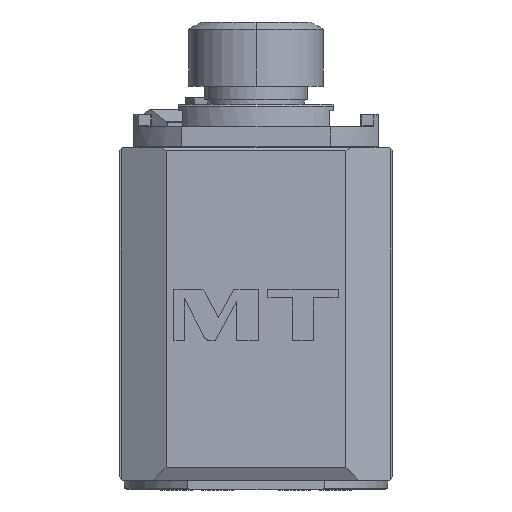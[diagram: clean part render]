
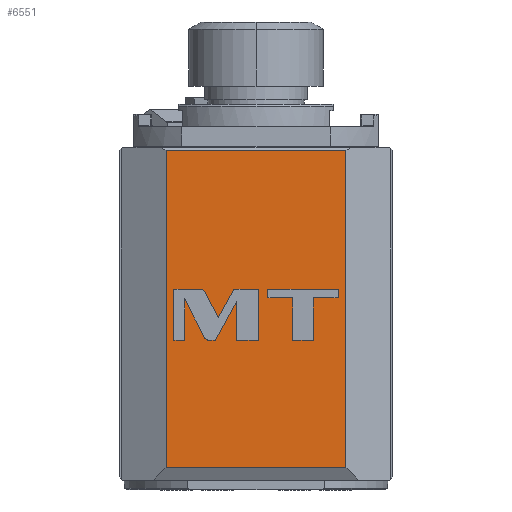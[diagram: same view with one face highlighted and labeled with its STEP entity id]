
A CAD part, left-side view. The second image highlights one B-rep face of the part: STEP entity #6551.
In plain terms, the highlighted planar face has unit normal (-1, 0, 0).
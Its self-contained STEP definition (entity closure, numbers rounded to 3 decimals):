
#1034=DIRECTION('',(0.,1.,0.));
#1035=VECTOR('',#1034,56.);
#1036=CARTESIAN_POINT('',(-124.,-28.,51.2));
#1037=LINE('',#1036,#1035);
#1038=DIRECTION('',(0.,0.,1.));
#1039=VECTOR('',#1038,98.7);
#1040=CARTESIAN_POINT('',(-124.,-28.,-47.5));
#1041=LINE('',#1040,#1039);
#1042=DIRECTION('',(0.,-1.,0.));
#1043=VECTOR('',#1042,56.);
#1044=CARTESIAN_POINT('',(-124.,28.,-47.5));
#1045=LINE('',#1044,#1043);
#1046=DIRECTION('',(0.,0.,1.));
#1047=VECTOR('',#1046,98.7);
#1048=CARTESIAN_POINT('',(-124.,28.,-47.5));
#1049=LINE('',#1048,#1047);
#1050=CARTESIAN_POINT('',(-124.,15.816,6.958));
#1051=CARTESIAN_POINT('',(-124.,16.148,7.601));
#1052=CARTESIAN_POINT('',(-124.,16.804,8.));
#1053=CARTESIAN_POINT('',(-124.,17.528,8.));
#1055=DIRECTION('',(0.,1.,0.));
#1056=VECTOR('',#1055,8.043);
#1057=CARTESIAN_POINT('',(-124.,17.528,8.));
#1058=LINE('',#1057,#1056);
#1059=DIRECTION('',(0.,0.,-1.));
#1060=VECTOR('',#1059,16.);
#1061=CARTESIAN_POINT('',(-124.,25.571,8.));
#1062=LINE('',#1061,#1060);
#1063=DIRECTION('',(0.,-1.,0.));
#1064=VECTOR('',#1063,3.328);
#1065=CARTESIAN_POINT('',(-124.,25.571,-8.));
#1066=LINE('',#1065,#1064);
#1067=DIRECTION('',(0.,0.,1.));
#1068=VECTOR('',#1067,12.962);
#1069=CARTESIAN_POINT('',(-124.,22.243,-8.));
#1070=LINE('',#1069,#1068);
#1071=DIRECTION('',(0.,-0.459,-0.888));
#1072=VECTOR('',#1071,13.419);
#1073=CARTESIAN_POINT('',(-124.,22.243,4.962));
#1074=LINE('',#1073,#1072);
#1075=CARTESIAN_POINT('',(-124.,16.08,-6.958));
#1076=CARTESIAN_POINT('',(-124.,15.747,-7.601));
#1077=CARTESIAN_POINT('',(-124.,15.091,-8.));
#1078=CARTESIAN_POINT('',(-124.,14.367,-8.));
#1080=DIRECTION('',(0.,-1.,0.));
#1081=VECTOR('',#1080,1.669);
#1082=CARTESIAN_POINT('',(-124.,14.367,-8.));
#1083=LINE('',#1082,#1081);
#1084=DIRECTION('',(0.,-0.481,0.877));
#1085=VECTOR('',#1084,13.883);
#1086=CARTESIAN_POINT('',(-124.,12.698,-8.));
#1087=LINE('',#1086,#1085);
#1088=DIRECTION('',(0.,0.,-1.));
#1089=VECTOR('',#1088,12.17);
#1090=CARTESIAN_POINT('',(-124.,6.018,4.17));
#1091=LINE('',#1090,#1089);
#1092=DIRECTION('',(0.,-1.,0.));
#1093=VECTOR('',#1092,6.733);
#1094=CARTESIAN_POINT('',(-124.,6.018,-8.));
#1095=LINE('',#1094,#1093);
#1096=DIRECTION('',(0.,0.,1.));
#1097=VECTOR('',#1096,16.);
#1098=CARTESIAN_POINT('',(-124.,-0.715,-8.));
#1099=LINE('',#1098,#1097);
#1100=DIRECTION('',(0.,1.,0.));
#1101=VECTOR('',#1100,7.59);
#1102=CARTESIAN_POINT('',(-124.,-0.715,8.));
#1103=LINE('',#1102,#1101);
#1104=DIRECTION('',(0.,0.481,-0.877));
#1105=VECTOR('',#1104,10.144);
#1106=CARTESIAN_POINT('',(-124.,6.875,8.));
#1107=LINE('',#1106,#1105);
#1108=DIRECTION('',(0.,0.459,0.888));
#1109=VECTOR('',#1108,8.838);
#1110=CARTESIAN_POINT('',(-124.,11.756,-0.893));
#1111=LINE('',#1110,#1109);
#1112=DIRECTION('',(0.,0.,-1.));
#1113=VECTOR('',#1112,13.275);
#1114=CARTESIAN_POINT('',(-124.,-11.475,5.275));
#1115=LINE('',#1114,#1113);
#1116=DIRECTION('',(0.,-1.,0.));
#1117=VECTOR('',#1116,6.337);
#1118=CARTESIAN_POINT('',(-124.,-11.475,-8.));
#1119=LINE('',#1118,#1117);
#1120=DIRECTION('',(0.,0.,1.));
#1121=VECTOR('',#1120,13.275);
#1122=CARTESIAN_POINT('',(-124.,-17.812,-8.));
#1123=LINE('',#1122,#1121);
#1124=DIRECTION('',(0.,-1.,0.));
#1125=VECTOR('',#1124,7.757);
#1126=CARTESIAN_POINT('',(-124.,-17.812,5.275));
#1127=LINE('',#1126,#1125);
#1128=DIRECTION('',(0.,0.,1.));
#1129=VECTOR('',#1128,2.725);
#1130=CARTESIAN_POINT('',(-124.,-25.569,5.275));
#1131=LINE('',#1130,#1129);
#1132=DIRECTION('',(0.,1.,0.));
#1133=VECTOR('',#1132,21.851);
#1134=CARTESIAN_POINT('',(-124.,-25.569,8.));
#1135=LINE('',#1134,#1133);
#1136=DIRECTION('',(0.,0.,-1.));
#1137=VECTOR('',#1136,2.725);
#1138=CARTESIAN_POINT('',(-124.,-3.718,8.));
#1139=LINE('',#1138,#1137);
#1140=DIRECTION('',(0.,-1.,0.));
#1141=VECTOR('',#1140,7.757);
#1142=CARTESIAN_POINT('',(-124.,-3.718,5.275));
#1143=LINE('',#1142,#1141);
#4501=CARTESIAN_POINT('',(-124.,-28.,-47.5));
#4503=VERTEX_POINT('',#4501);
#4507=CARTESIAN_POINT('',(-124.,28.,-47.5));
#4508=VERTEX_POINT('',#4507);
#4513=CARTESIAN_POINT('',(-124.,-28.,51.2));
#4514=VERTEX_POINT('',#4513);
#4515=CARTESIAN_POINT('',(-124.,28.,51.2));
#4516=VERTEX_POINT('',#4515);
#5345=CARTESIAN_POINT('',(-124.,15.816,6.958));
#5346=VERTEX_POINT('',#5345);
#5347=CARTESIAN_POINT('',(-124.,17.528,8.));
#5348=VERTEX_POINT('',#5347);
#5349=CARTESIAN_POINT('',(-124.,25.571,8.));
#5350=VERTEX_POINT('',#5349);
#5351=CARTESIAN_POINT('',(-124.,25.571,-8.));
#5352=VERTEX_POINT('',#5351);
#5353=CARTESIAN_POINT('',(-124.,22.243,-8.));
#5354=VERTEX_POINT('',#5353);
#5355=CARTESIAN_POINT('',(-124.,22.243,4.962));
#5356=VERTEX_POINT('',#5355);
#5357=CARTESIAN_POINT('',(-124.,16.08,-6.958));
#5358=VERTEX_POINT('',#5357);
#5359=CARTESIAN_POINT('',(-124.,14.367,-8.));
#5360=VERTEX_POINT('',#5359);
#5361=CARTESIAN_POINT('',(-124.,12.698,-8.));
#5362=VERTEX_POINT('',#5361);
#5363=CARTESIAN_POINT('',(-124.,6.018,4.17));
#5364=VERTEX_POINT('',#5363);
#5365=CARTESIAN_POINT('',(-124.,6.018,-8.));
#5366=VERTEX_POINT('',#5365);
#5367=CARTESIAN_POINT('',(-124.,-0.715,-8.));
#5368=VERTEX_POINT('',#5367);
#5369=CARTESIAN_POINT('',(-124.,-0.715,8.));
#5370=VERTEX_POINT('',#5369);
#5371=CARTESIAN_POINT('',(-124.,6.875,8.));
#5372=VERTEX_POINT('',#5371);
#5373=CARTESIAN_POINT('',(-124.,11.756,-0.893));
#5374=VERTEX_POINT('',#5373);
#5375=CARTESIAN_POINT('',(-124.,-11.475,5.275));
#5376=VERTEX_POINT('',#5375);
#5377=CARTESIAN_POINT('',(-124.,-11.475,-8.));
#5378=VERTEX_POINT('',#5377);
#5379=CARTESIAN_POINT('',(-124.,-17.812,-8.));
#5380=VERTEX_POINT('',#5379);
#5381=CARTESIAN_POINT('',(-124.,-17.812,5.275));
#5382=VERTEX_POINT('',#5381);
#5383=CARTESIAN_POINT('',(-124.,-25.569,5.275));
#5384=VERTEX_POINT('',#5383);
#5385=CARTESIAN_POINT('',(-124.,-25.569,8.));
#5386=VERTEX_POINT('',#5385);
#5387=CARTESIAN_POINT('',(-124.,-3.718,8.));
#5388=VERTEX_POINT('',#5387);
#5389=CARTESIAN_POINT('',(-124.,-3.718,5.275));
#5390=VERTEX_POINT('',#5389);
#6490=CARTESIAN_POINT('',(-124.,0.,0.));
#6491=DIRECTION('',(1.,0.,0.));
#6492=DIRECTION('',(0.,1.,0.));
#6493=AXIS2_PLACEMENT_3D('',#6490,#6491,#6492);
#6494=PLANE('',#6493);
#6495=ORIENTED_EDGE('',*,*,#6440,.F.);
#6496=ORIENTED_EDGE('',*,*,#6460,.F.);
#6497=ORIENTED_EDGE('',*,*,#6485,.F.);
#6498=ORIENTED_EDGE('',*,*,#6419,.T.);
#6499=EDGE_LOOP('',(#6495,#6496,#6497,#6498));
#6500=FACE_OUTER_BOUND('',#6499,.F.);
#6502=ORIENTED_EDGE('',*,*,#6501,.T.);
#6504=ORIENTED_EDGE('',*,*,#6503,.T.);
#6506=ORIENTED_EDGE('',*,*,#6505,.T.);
#6508=ORIENTED_EDGE('',*,*,#6507,.T.);
#6510=ORIENTED_EDGE('',*,*,#6509,.T.);
#6512=ORIENTED_EDGE('',*,*,#6511,.T.);
#6514=ORIENTED_EDGE('',*,*,#6513,.T.);
#6516=ORIENTED_EDGE('',*,*,#6515,.T.);
#6518=ORIENTED_EDGE('',*,*,#6517,.T.);
#6520=ORIENTED_EDGE('',*,*,#6519,.T.);
#6522=ORIENTED_EDGE('',*,*,#6521,.T.);
#6524=ORIENTED_EDGE('',*,*,#6523,.T.);
#6526=ORIENTED_EDGE('',*,*,#6525,.T.);
#6528=ORIENTED_EDGE('',*,*,#6527,.T.);
#6530=ORIENTED_EDGE('',*,*,#6529,.T.);
#6531=EDGE_LOOP('',(#6502,#6504,#6506,#6508,#6510,#6512,#6514,#6516,#6518,#6520,
#6522,#6524,#6526,#6528,#6530));
#6532=FACE_BOUND('',#6531,.F.);
#6534=ORIENTED_EDGE('',*,*,#6533,.T.);
#6536=ORIENTED_EDGE('',*,*,#6535,.T.);
#6538=ORIENTED_EDGE('',*,*,#6537,.T.);
#6540=ORIENTED_EDGE('',*,*,#6539,.T.);
#6542=ORIENTED_EDGE('',*,*,#6541,.T.);
#6544=ORIENTED_EDGE('',*,*,#6543,.T.);
#6546=ORIENTED_EDGE('',*,*,#6545,.T.);
#6548=ORIENTED_EDGE('',*,*,#6547,.T.);
#6549=EDGE_LOOP('',(#6534,#6536,#6538,#6540,#6542,#6544,#6546,#6548));
#6550=FACE_BOUND('',#6549,.F.);
#6551=ADVANCED_FACE('',(#6500,#6532,#6550),#6494,.F.);
#1054=B_SPLINE_CURVE_WITH_KNOTS('',3,(#1050,#1051,#1052,#1053),.UNSPECIFIED.,
.F.,.F.,(4,4),(0.,1.),.UNSPECIFIED.);
#1079=B_SPLINE_CURVE_WITH_KNOTS('',3,(#1075,#1076,#1077,#1078),.UNSPECIFIED.,
.F.,.F.,(4,4),(0.,1.),.UNSPECIFIED.);
#6419=EDGE_CURVE('',#4508,#4516,#1049,.T.);
#6440=EDGE_CURVE('',#4514,#4516,#1037,.T.);
#6460=EDGE_CURVE('',#4503,#4514,#1041,.T.);
#6485=EDGE_CURVE('',#4508,#4503,#1045,.T.);
#6501=EDGE_CURVE('',#5346,#5348,#1054,.T.);
#6503=EDGE_CURVE('',#5348,#5350,#1058,.T.);
#6505=EDGE_CURVE('',#5350,#5352,#1062,.T.);
#6507=EDGE_CURVE('',#5352,#5354,#1066,.T.);
#6509=EDGE_CURVE('',#5354,#5356,#1070,.T.);
#6511=EDGE_CURVE('',#5356,#5358,#1074,.T.);
#6513=EDGE_CURVE('',#5358,#5360,#1079,.T.);
#6515=EDGE_CURVE('',#5360,#5362,#1083,.T.);
#6517=EDGE_CURVE('',#5362,#5364,#1087,.T.);
#6519=EDGE_CURVE('',#5364,#5366,#1091,.T.);
#6521=EDGE_CURVE('',#5366,#5368,#1095,.T.);
#6523=EDGE_CURVE('',#5368,#5370,#1099,.T.);
#6525=EDGE_CURVE('',#5370,#5372,#1103,.T.);
#6527=EDGE_CURVE('',#5372,#5374,#1107,.T.);
#6529=EDGE_CURVE('',#5374,#5346,#1111,.T.);
#6533=EDGE_CURVE('',#5376,#5378,#1115,.T.);
#6535=EDGE_CURVE('',#5378,#5380,#1119,.T.);
#6537=EDGE_CURVE('',#5380,#5382,#1123,.T.);
#6539=EDGE_CURVE('',#5382,#5384,#1127,.T.);
#6541=EDGE_CURVE('',#5384,#5386,#1131,.T.);
#6543=EDGE_CURVE('',#5386,#5388,#1135,.T.);
#6545=EDGE_CURVE('',#5388,#5390,#1139,.T.);
#6547=EDGE_CURVE('',#5390,#5376,#1143,.T.);
